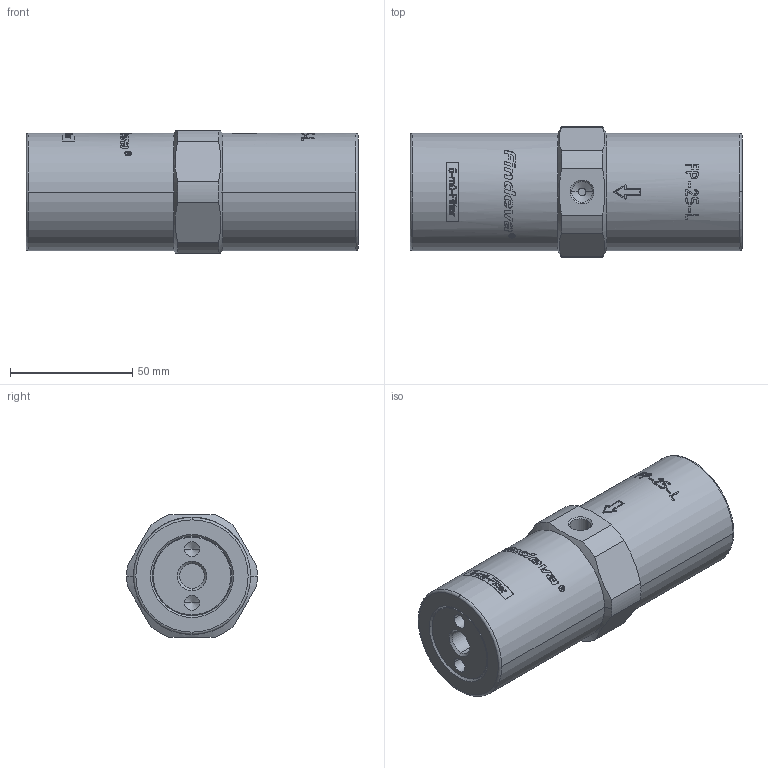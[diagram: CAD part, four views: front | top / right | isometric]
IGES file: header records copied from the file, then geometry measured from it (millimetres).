
Global section: file name: No Iges File Name specified; native system: Autodesk Inventor 2011; preprocessor: AutoDesk Inventor Iges Exporter R2011; author: Petr; date: 20120402.231631; units: millimetre
Bounding box: 136 x 53.5 x 50 mm (x, y, z)
Volume: 246725.5 mm3; surface area: 26721.1 mm2
Topology: 1 solids, 1 shells, 470 faces, 1250 edges, 823 vertices
Faces by surface type: bspline 223, plane 184, cylinder 51, cone 8, torus 4
